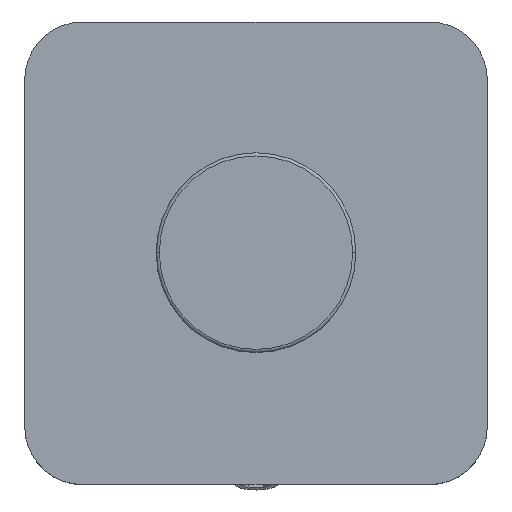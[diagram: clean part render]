
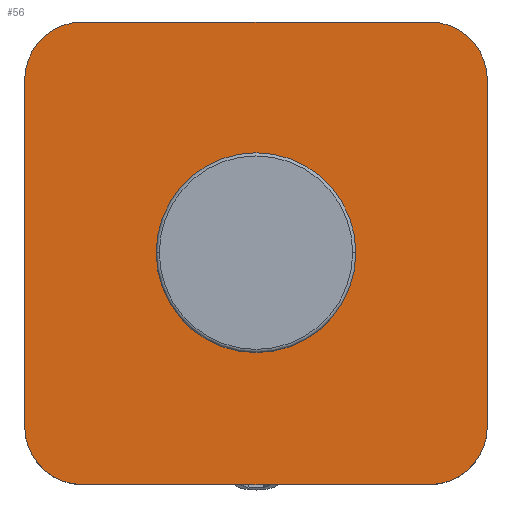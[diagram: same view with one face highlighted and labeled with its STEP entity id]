
A CAD part, top view. The second image highlights one B-rep face of the part: STEP entity #56.
In plain terms, the highlighted planar face has unit normal (0, 0, 1).
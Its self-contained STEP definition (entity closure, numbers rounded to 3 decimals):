
#56 = ADVANCED_FACE ( 'NONE', ( #1831, #219 ), #1475, .T. ) ;
#59 = CIRCLE ( 'NONE', #2011, 5.5 ) ;
#149 = CARTESIAN_POINT ( 'NONE',  ( -22., -22., 10. ) ) ;
#204 = CARTESIAN_POINT ( 'NONE',  ( -2.5, 0., 10. ) ) ;
#219 = FACE_OUTER_BOUND ( 'NONE', #3719, .T. ) ;
#348 = ORIENTED_EDGE ( 'NONE', *, *, #3724, .T. ) ;
#356 = VERTEX_POINT ( 'NONE', #1041 ) ;
#365 = DIRECTION ( 'NONE',  ( 1., 0., 0. ) ) ;
#367 = CARTESIAN_POINT ( 'NONE',  ( -22., -16.5, 10. ) ) ;
#418 = AXIS2_PLACEMENT_3D ( 'NONE', #1797, #2986, #1175 ) ;
#448 = DIRECTION ( 'NONE',  ( 1., 0., 0. ) ) ;
#454 = EDGE_LOOP ( 'NONE', ( #2132, #1704 ) ) ;
#478 = CARTESIAN_POINT ( 'NONE',  ( 22., 22., 10. ) ) ;
#533 = EDGE_CURVE ( 'NONE', #566, #682, #1265, .T. ) ;
#565 = CARTESIAN_POINT ( 'NONE',  ( -16.5, -16.5, 10. ) ) ;
#566 = VERTEX_POINT ( 'NONE', #1805 ) ;
#682 = VERTEX_POINT ( 'NONE', #367 ) ;
#713 = ORIENTED_EDGE ( 'NONE', *, *, #1894, .T. ) ;
#717 = DIRECTION ( 'NONE',  ( 0., 0., 1. ) ) ;
#730 = LINE ( 'NONE', #478, #961 ) ;
#805 = ORIENTED_EDGE ( 'NONE', *, *, #877, .T. ) ;
#877 = EDGE_CURVE ( 'NONE', #356, #566, #3138, .T. ) ;
#931 = DIRECTION ( 'NONE',  ( 0., 0., 1. ) ) ;
#935 = VERTEX_POINT ( 'NONE', #3194 ) ;
#955 = ORIENTED_EDGE ( 'NONE', *, *, #533, .T. ) ;
#961 = VECTOR ( 'NONE', #1355, 1000. ) ;
#1041 = CARTESIAN_POINT ( 'NONE',  ( -16.5, 22., 10. ) ) ;
#1069 = DIRECTION ( 'NONE',  ( 1., 0., 0. ) ) ;
#1091 = CARTESIAN_POINT ( 'NONE',  ( 16.5, 16.5, 10. ) ) ;
#1129 = DIRECTION ( 'NONE',  ( 0., 0., 1. ) ) ;
#1166 = VECTOR ( 'NONE', #3030, 1000. ) ;
#1175 = DIRECTION ( 'NONE',  ( 1., 0., 0. ) ) ;
#1186 = LINE ( 'NONE', #1649, #3766 ) ;
#1194 = EDGE_CURVE ( 'NONE', #3590, #1920, #3788, .T. ) ;
#1265 = LINE ( 'NONE', #3279, #1166 ) ;
#1280 = CIRCLE ( 'NONE', #3734, 5.5 ) ;
#1355 = DIRECTION ( 'NONE',  ( 0., 1., 0. ) ) ;
#1475 = PLANE ( 'NONE',  #418 ) ;
#1549 = VERTEX_POINT ( 'NONE', #2646 ) ;
#1649 = CARTESIAN_POINT ( 'NONE',  ( -22., 22., 10. ) ) ;
#1704 = ORIENTED_EDGE ( 'NONE', *, *, #1194, .F. ) ;
#1721 = LINE ( 'NONE', #149, #3539 ) ;
#1751 = VERTEX_POINT ( 'NONE', #3408 ) ;
#1774 = DIRECTION ( 'NONE',  ( 0., 0., 1. ) ) ;
#1797 = CARTESIAN_POINT ( 'NONE',  ( 22., -22., 10. ) ) ;
#1805 = CARTESIAN_POINT ( 'NONE',  ( -22., 16.5, 10. ) ) ;
#1831 = FACE_BOUND ( 'NONE', #454, .T. ) ;
#1834 = VERTEX_POINT ( 'NONE', #1935 ) ;
#1884 = ORIENTED_EDGE ( 'NONE', *, *, #2405, .T. ) ;
#1894 = EDGE_CURVE ( 'NONE', #1549, #935, #2759, .T. ) ;
#1905 = CARTESIAN_POINT ( 'NONE',  ( -16.5, 16.5, 10. ) ) ;
#1920 = VERTEX_POINT ( 'NONE', #3504 ) ;
#1935 = CARTESIAN_POINT ( 'NONE',  ( 16.5, -22., 10. ) ) ;
#2011 = AXIS2_PLACEMENT_3D ( 'NONE', #565, #1774, #3845 ) ;
#2024 = CIRCLE ( 'NONE', #2919, 2.5 ) ;
#2080 = AXIS2_PLACEMENT_3D ( 'NONE', #2733, #931, #3038 ) ;
#2132 = ORIENTED_EDGE ( 'NONE', *, *, #3286, .F. ) ;
#2218 = DIRECTION ( 'NONE',  ( 1., 0., 0. ) ) ;
#2274 = EDGE_CURVE ( 'NONE', #3186, #1834, #1721, .T. ) ;
#2300 = ORIENTED_EDGE ( 'NONE', *, *, #3386, .T. ) ;
#2390 = EDGE_CURVE ( 'NONE', #935, #356, #1186, .T. ) ;
#2405 = EDGE_CURVE ( 'NONE', #1834, #1751, #1280, .T. ) ;
#2489 = DIRECTION ( 'NONE',  ( 0., 0., 1. ) ) ;
#2562 = DIRECTION ( 'NONE',  ( 0., 0., 1. ) ) ;
#2646 = CARTESIAN_POINT ( 'NONE',  ( 22., 16.5, 10. ) ) ;
#2697 = CARTESIAN_POINT ( 'NONE',  ( -16.5, -22., 10. ) ) ;
#2733 = CARTESIAN_POINT ( 'NONE',  ( 0., 0., 10. ) ) ;
#2759 = CIRCLE ( 'NONE', #3000, 5.5 ) ;
#2836 = CARTESIAN_POINT ( 'NONE',  ( 16.5, -16.5, 10. ) ) ;
#2888 = DIRECTION ( 'NONE',  ( -1., 0., 0. ) ) ;
#2919 = AXIS2_PLACEMENT_3D ( 'NONE', #3083, #2489, #365 ) ;
#2986 = DIRECTION ( 'NONE',  ( 0., 0., 1. ) ) ;
#3000 = AXIS2_PLACEMENT_3D ( 'NONE', #1091, #1129, #3250 ) ;
#3030 = DIRECTION ( 'NONE',  ( 0., -1., 0. ) ) ;
#3038 = DIRECTION ( 'NONE',  ( 1., 0., 0. ) ) ;
#3083 = CARTESIAN_POINT ( 'NONE',  ( 0., 0., 10. ) ) ;
#3138 = CIRCLE ( 'NONE', #3161, 5.5 ) ;
#3161 = AXIS2_PLACEMENT_3D ( 'NONE', #1905, #717, #2218 ) ;
#3186 = VERTEX_POINT ( 'NONE', #2697 ) ;
#3194 = CARTESIAN_POINT ( 'NONE',  ( 16.5, 22., 10. ) ) ;
#3250 = DIRECTION ( 'NONE',  ( 1., 0., 0. ) ) ;
#3279 = CARTESIAN_POINT ( 'NONE',  ( -22., 22., 10. ) ) ;
#3286 = EDGE_CURVE ( 'NONE', #1920, #3590, #2024, .T. ) ;
#3386 = EDGE_CURVE ( 'NONE', #1751, #1549, #730, .T. ) ;
#3408 = CARTESIAN_POINT ( 'NONE',  ( 22., -16.5, 10. ) ) ;
#3504 = CARTESIAN_POINT ( 'NONE',  ( 2.5, 0., 10. ) ) ;
#3539 = VECTOR ( 'NONE', #448, 1000. ) ;
#3558 = ORIENTED_EDGE ( 'NONE', *, *, #2390, .T. ) ;
#3590 = VERTEX_POINT ( 'NONE', #204 ) ;
#3633 = ORIENTED_EDGE ( 'NONE', *, *, #2274, .T. ) ;
#3719 = EDGE_LOOP ( 'NONE', ( #3633, #1884, #2300, #713, #3558, #805, #955, #348 ) ) ;
#3724 = EDGE_CURVE ( 'NONE', #682, #3186, #59, .T. ) ;
#3734 = AXIS2_PLACEMENT_3D ( 'NONE', #2836, #2562, #1069 ) ;
#3766 = VECTOR ( 'NONE', #2888, 1000. ) ;
#3788 = CIRCLE ( 'NONE', #2080, 2.5 ) ;
#3845 = DIRECTION ( 'NONE',  ( 1., 0., 0. ) ) ;
